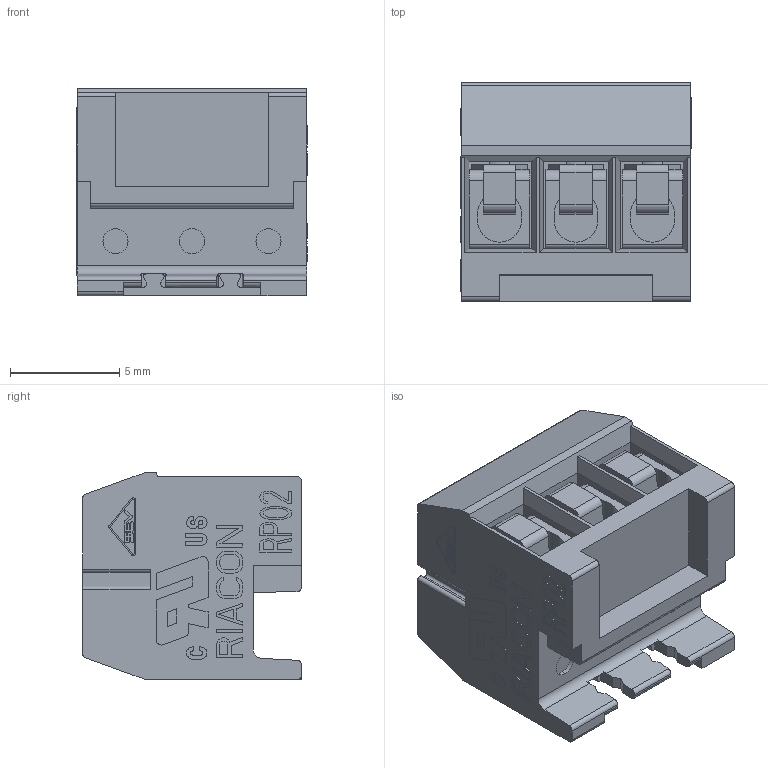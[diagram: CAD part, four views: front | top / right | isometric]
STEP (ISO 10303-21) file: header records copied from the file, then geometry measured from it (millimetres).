
FILE_DESCRIPTION((''),'2;1');
FILE_NAME('E0004609_SW0002','2020-09-28T07:00:50',('antonh'),(''),'CREO PARAMETRIC BY PTC INC, 2018420','CREO PARAMETRIC BY PTC INC, 2018420','');
FILE_SCHEMA(('CONFIG_CONTROL_DESIGN'));
Length unit declared in the file: millimetre
Products named in the file (1): E0004609_SW0002
Bounding box: 10.56 x 10 x 9.5 mm (x, y, z)
Volume: 684.9 mm3; surface area: 1031.7 mm2
Topology: 1 solids, 1 shells, 829 faces, 2292 edges, 1494 vertices
Faces by surface type: plane 642, cylinder 139, bspline 21, cone 15, torus 12
Entity records: 27538 total; most frequent: CARTESIAN_POINT 6403, ORIENTED_EDGE 4584, DIRECTION 4074, EDGE_CURVE 2292, VECTOR 1812, LINE 1812, VERTEX_POINT 1494, AXIS2_PLACEMENT_3D 1131
